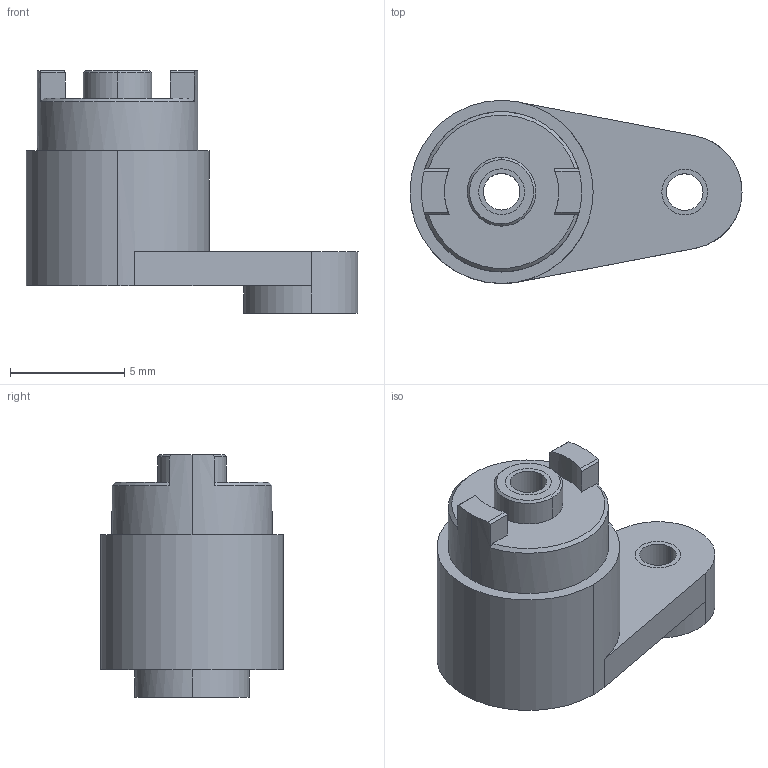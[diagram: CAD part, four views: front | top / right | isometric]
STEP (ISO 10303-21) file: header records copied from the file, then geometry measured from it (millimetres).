
FILE_DESCRIPTION((''),'2;1');
FILE_NAME('ICUB3_020_P_121','2021-09-07T17:14:35',('silo-mech'),(''),'CREO PARAMETRIC BY PTC INC, 2020454','CREO PARAMETRIC BY PTC INC, 2020454','');
FILE_SCHEMA(('CONFIG_CONTROL_DESIGN'));
Length unit declared in the file: millimetre
Products named in the file (1): ICUB3_020_P_121
Bounding box: 14.5 x 8 x 10.6 mm (x, y, z)
Volume: 327.8 mm3; surface area: 599.6 mm2
Topology: 1 solids, 3 shells, 43 faces, 111 edges, 73 vertices
Faces by surface type: cylinder 20, plane 19, cone 4
Entity records: 1381 total; most frequent: CARTESIAN_POINT 252, DIRECTION 238, ORIENTED_EDGE 214, EDGE_CURVE 111, AXIS2_PLACEMENT_3D 95, VERTEX_POINT 73, CIRCLE 51, EDGE_LOOP 50
